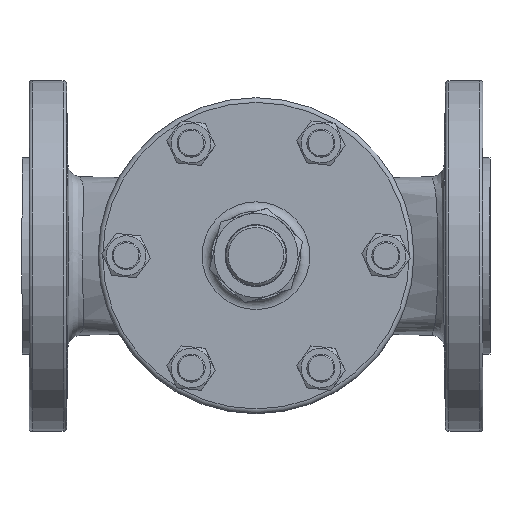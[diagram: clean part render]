
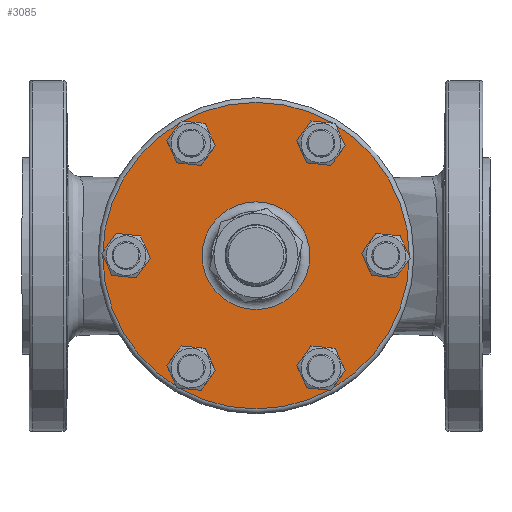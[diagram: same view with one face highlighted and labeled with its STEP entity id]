
A CAD part, top view. The second image highlights one B-rep face of the part: STEP entity #3085.
In plain terms, the highlighted planar face has unit normal (0, 0, 1).
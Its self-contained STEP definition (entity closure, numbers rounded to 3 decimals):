
#743 = AXIS2_PLACEMENT_3D ( 'NONE', #19396, #9488, #21081 ) ;
#1115 = CIRCLE ( 'NONE', #743, 7. ) ;
#1524 = CARTESIAN_POINT ( 'NONE',  ( 13.449, 54.938, 86.2 ) ) ;
#1845 = AXIS2_PLACEMENT_3D ( 'NONE', #6427, #17992, #8100 ) ;
#2254 = CARTESIAN_POINT ( 'NONE',  ( -42.051, 54.938, 86.2 ) ) ;
#2341 = EDGE_CURVE ( 'NONE', #5281, #5281, #14379, .T. ) ;
#3085 = ADVANCED_FACE ( 'NONE', ( #21377, #17163, #8364, #16937, #12560, #8146, #3730, #20853 ), #9703, .F. ) ;
#3165 = DIRECTION ( 'NONE',  ( 0.866, -0.5, 0. ) ) ;
#3387 = CARTESIAN_POINT ( 'NONE',  ( -14.301, 6.873, 86.2 ) ) ;
#3730 = FACE_OUTER_BOUND ( 'NONE', #13084, .T. ) ;
#3757 = EDGE_LOOP ( 'NONE', ( #6657 ) ) ;
#3914 = DIRECTION ( 'NONE',  ( 0.866, 0.5, 0. ) ) ;
#4016 = EDGE_CURVE ( 'NONE', #4232, #4232, #6009, .T. ) ;
#4098 = AXIS2_PLACEMENT_3D ( 'NONE', #6379, #17938, #8055 ) ;
#4232 = VERTEX_POINT ( 'NONE', #17415 ) ;
#4527 = CARTESIAN_POINT ( 'NONE',  ( 7.387, -44.691, 86.2 ) ) ;
#4740 = CARTESIAN_POINT ( 'NONE',  ( -71.026, 39.623, 86.2 ) ) ;
#5074 = DIRECTION ( 'NONE',  ( -0.866, 0.5, 0. ) ) ;
#5281 = VERTEX_POINT ( 'NONE', #9125 ) ;
#5657 = AXIS2_PLACEMENT_3D ( 'NONE', #17329, #7440, #19012 ) ;
#5810 = CIRCLE ( 'NONE', #5657, 7. ) ;
#6009 = CIRCLE ( 'NONE', #10870, 7. ) ;
#6042 = CARTESIAN_POINT ( 'NONE',  ( -34.22, 18.373, 86.2 ) ) ;
#6379 = CARTESIAN_POINT ( 'NONE',  ( 41.199, 6.873, 86.2 ) ) ;
#6427 = CARTESIAN_POINT ( 'NONE',  ( 19.449, 65.33, 86.2 ) ) ;
#6657 = ORIENTED_EDGE ( 'NONE', *, *, #4016, .F. ) ;
#6921 = CARTESIAN_POINT ( 'NONE',  ( -42.051, -41.191, 86.2 ) ) ;
#7118 = EDGE_CURVE ( 'NONE', #11506, #11506, #15719, .T. ) ;
#7315 = DIRECTION ( 'NONE',  ( 0., 0., -1. ) ) ;
#7440 = DIRECTION ( 'NONE',  ( 0., 0., 1. ) ) ;
#7481 = EDGE_LOOP ( 'NONE', ( #12443 ) ) ;
#7535 = AXIS2_PLACEMENT_3D ( 'NONE', #6921, #18487, #8596 ) ;
#7702 = ORIENTED_EDGE ( 'NONE', *, *, #18119, .F. ) ;
#8055 = DIRECTION ( 'NONE',  ( 0., -1., 0. ) ) ;
#8100 = DIRECTION ( 'NONE',  ( -0.866, 0.5, 0. ) ) ;
#8146 = FACE_BOUND ( 'NONE', #3757, .T. ) ;
#8364 = FACE_BOUND ( 'NONE', #7481, .T. ) ;
#8596 = DIRECTION ( 'NONE',  ( -0.866, 0.5, 0. ) ) ;
#8912 = VERTEX_POINT ( 'NONE', #6042 ) ;
#9125 = CARTESIAN_POINT ( 'NONE',  ( -48.113, -37.691, 86.2 ) ) ;
#9472 = ORIENTED_EDGE ( 'NONE', *, *, #7118, .F. ) ;
#9488 = DIRECTION ( 'NONE',  ( 0., 0., 1. ) ) ;
#9608 = CARTESIAN_POINT ( 'NONE',  ( -35.989, 58.438, 86.2 ) ) ;
#9703 = PLANE ( 'NONE',  #1845 ) ;
#10252 = EDGE_LOOP ( 'NONE', ( #19951 ) ) ;
#10728 = VERTEX_POINT ( 'NONE', #4527 ) ;
#10761 = EDGE_CURVE ( 'NONE', #8912, #8912, #13657, .T. ) ;
#10870 = AXIS2_PLACEMENT_3D ( 'NONE', #1524, #13114, #3165 ) ;
#10963 = VERTEX_POINT ( 'NONE', #4740 ) ;
#11506 = VERTEX_POINT ( 'NONE', #17482 ) ;
#11520 = EDGE_LOOP ( 'NONE', ( #13223 ) ) ;
#12443 = ORIENTED_EDGE ( 'NONE', *, *, #2341, .F. ) ;
#12560 = FACE_BOUND ( 'NONE', #20373, .T. ) ;
#13013 = EDGE_CURVE ( 'NONE', #20592, #20592, #5810, .T. ) ;
#13039 = VERTEX_POINT ( 'NONE', #9608 ) ;
#13084 = EDGE_LOOP ( 'NONE', ( #18887 ) ) ;
#13114 = DIRECTION ( 'NONE',  ( 0., 0., 1. ) ) ;
#13223 = ORIENTED_EDGE ( 'NONE', *, *, #13013, .F. ) ;
#13657 = CIRCLE ( 'NONE', #15855, 23. ) ;
#13695 = EDGE_LOOP ( 'NONE', ( #9472 ) ) ;
#13857 = DIRECTION ( 'NONE',  ( 0., 0., 1. ) ) ;
#14379 = CIRCLE ( 'NONE', #7535, 7. ) ;
#14508 = AXIS2_PLACEMENT_3D ( 'NONE', #3387, #14980, #5074 ) ;
#14868 = CIRCLE ( 'NONE', #14508, 65.5 ) ;
#14980 = DIRECTION ( 'NONE',  ( 0., 0., 1. ) ) ;
#15175 = AXIS2_PLACEMENT_3D ( 'NONE', #2254, #13857, #3914 ) ;
#15571 = EDGE_CURVE ( 'NONE', #10728, #10728, #1115, .T. ) ;
#15719 = CIRCLE ( 'NONE', #4098, 7. ) ;
#15855 = AXIS2_PLACEMENT_3D ( 'NONE', #17201, #7315, #18892 ) ;
#16031 = CARTESIAN_POINT ( 'NONE',  ( -69.801, 13.873, 86.2 ) ) ;
#16937 = FACE_BOUND ( 'NONE', #11520, .T. ) ;
#17163 = FACE_BOUND ( 'NONE', #17533, .T. ) ;
#17201 = CARTESIAN_POINT ( 'NONE',  ( -14.301, 6.873, 86.2 ) ) ;
#17329 = CARTESIAN_POINT ( 'NONE',  ( -69.801, 6.873, 86.2 ) ) ;
#17415 = CARTESIAN_POINT ( 'NONE',  ( 19.511, 51.438, 86.2 ) ) ;
#17482 = CARTESIAN_POINT ( 'NONE',  ( 41.199, -0.127, 86.2 ) ) ;
#17533 = EDGE_LOOP ( 'NONE', ( #20444 ) ) ;
#17938 = DIRECTION ( 'NONE',  ( 0., 0., 1. ) ) ;
#17960 = CIRCLE ( 'NONE', #15175, 7. ) ;
#17992 = DIRECTION ( 'NONE',  ( 0., 0., -1. ) ) ;
#18119 = EDGE_CURVE ( 'NONE', #13039, #13039, #17960, .T. ) ;
#18487 = DIRECTION ( 'NONE',  ( 0., 0., 1. ) ) ;
#18887 = ORIENTED_EDGE ( 'NONE', *, *, #21275, .T. ) ;
#18892 = DIRECTION ( 'NONE',  ( -0.866, 0.5, 0. ) ) ;
#19012 = DIRECTION ( 'NONE',  ( 0., 1., 0. ) ) ;
#19396 = CARTESIAN_POINT ( 'NONE',  ( 13.449, -41.191, 86.2 ) ) ;
#19951 = ORIENTED_EDGE ( 'NONE', *, *, #10761, .T. ) ;
#20373 = EDGE_LOOP ( 'NONE', ( #7702 ) ) ;
#20444 = ORIENTED_EDGE ( 'NONE', *, *, #15571, .F. ) ;
#20592 = VERTEX_POINT ( 'NONE', #16031 ) ;
#20853 = FACE_BOUND ( 'NONE', #10252, .T. ) ;
#21081 = DIRECTION ( 'NONE',  ( -0.866, -0.5, 0. ) ) ;
#21275 = EDGE_CURVE ( 'NONE', #10963, #10963, #14868, .T. ) ;
#21377 = FACE_BOUND ( 'NONE', #13695, .T. ) ;
